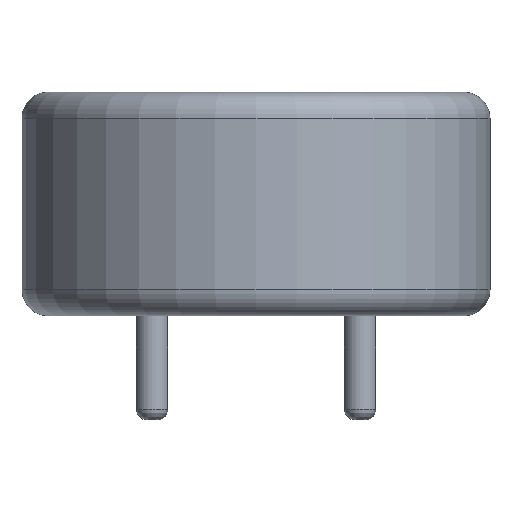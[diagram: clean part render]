
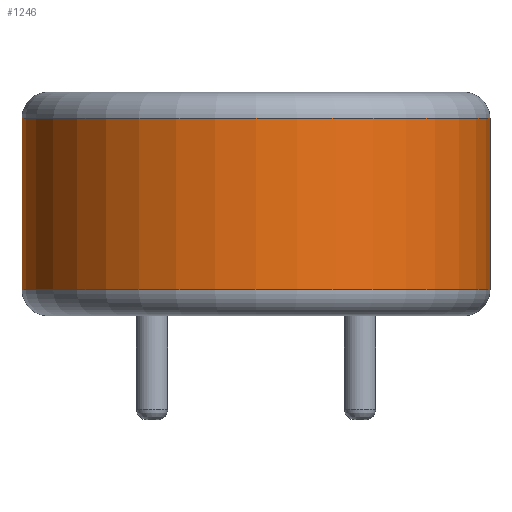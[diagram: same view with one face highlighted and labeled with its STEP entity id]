
A CAD part, front view. The second image highlights one B-rep face of the part: STEP entity #1246.
In plain terms, the highlighted cylindrical face has radius 4.5 mm (diameter 9 mm), a full revolution.
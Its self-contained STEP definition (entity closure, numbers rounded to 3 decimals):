
#18=CYLINDRICAL_SURFACE('',#1323,4.5);
#40=CIRCLE('',#1322,4.5);
#41=CIRCLE('',#1324,4.5);
#163=FACE_OUTER_BOUND('',#236,.T.);
#236=EDGE_LOOP('',(#1116,#1117,#1118,#1119));
#368=LINE('',#2267,#495);
#495=VECTOR('',#1578,4.5);
#609=VERTEX_POINT('',#2262);
#610=VERTEX_POINT('',#2266);
#782=EDGE_CURVE('',#609,#609,#40,.T.);
#783=EDGE_CURVE('',#609,#610,#368,.T.);
#784=EDGE_CURVE('',#610,#610,#41,.T.);
#1116=ORIENTED_EDGE('',*,*,#782,.F.);
#1117=ORIENTED_EDGE('',*,*,#783,.T.);
#1118=ORIENTED_EDGE('',*,*,#784,.F.);
#1119=ORIENTED_EDGE('',*,*,#783,.F.);
#1246=ADVANCED_FACE('',(#163),#18,.T.);
#1322=AXIS2_PLACEMENT_3D('',#2264,#1574,#1575);
#1323=AXIS2_PLACEMENT_3D('',#2265,#1576,#1577);
#1324=AXIS2_PLACEMENT_3D('',#2268,#1579,#1580);
#1574=DIRECTION('center_axis',(0.,0.,1.));
#1575=DIRECTION('ref_axis',(1.,0.,0.));
#1576=DIRECTION('center_axis',(0.,0.,1.));
#1577=DIRECTION('ref_axis',(1.,0.,0.));
#1578=DIRECTION('',(0.,0.,-1.));
#1579=DIRECTION('center_axis',(0.,0.,-1.));
#1580=DIRECTION('ref_axis',(1.,0.,0.));
#2262=CARTESIAN_POINT('',(-4.5,0.,3.8));
#2264=CARTESIAN_POINT('Origin',(0.,0.,3.8));
#2265=CARTESIAN_POINT('Origin',(0.,0.,0.));
#2266=CARTESIAN_POINT('',(-4.5,0.,0.5));
#2267=CARTESIAN_POINT('',(-4.5,0.,0.));
#2268=CARTESIAN_POINT('Origin',(0.,0.,0.5));
